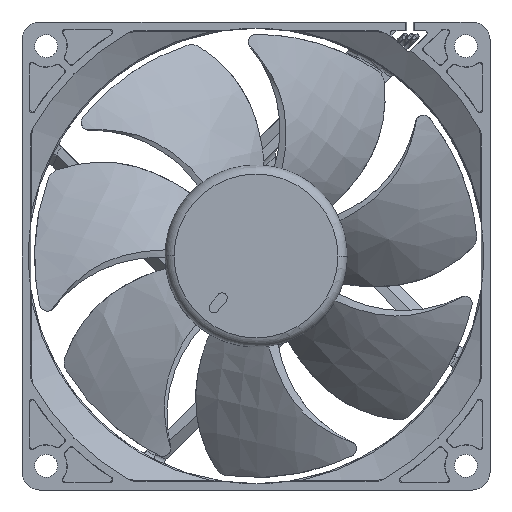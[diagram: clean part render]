
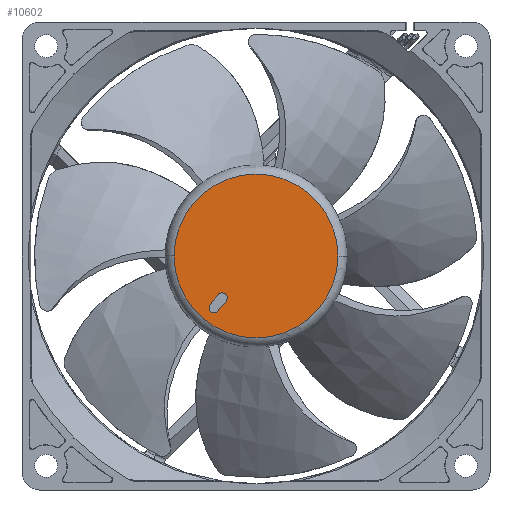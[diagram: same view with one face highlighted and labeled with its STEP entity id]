
A CAD part, front view. The second image highlights one B-rep face of the part: STEP entity #10602.
In plain terms, the highlighted planar face has unit normal (0, -1, 0).
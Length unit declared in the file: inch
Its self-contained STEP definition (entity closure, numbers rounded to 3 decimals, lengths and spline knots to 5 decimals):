
#12 = EDGE_CURVE ( 'NONE', #28376, #5683, #22520, .T. ) ;
#78 = ORIENTED_EDGE ( 'NONE', *, *, #25052, .F. ) ;
#694 = CARTESIAN_POINT ( 'NONE',  ( -0.32401, 0.05906, -0.40011 ) ) ;
#1359 = DIRECTION ( 'NONE',  ( -0.777, 0., 0.629 ) ) ;
#2994 = PLANE ( 'NONE',  #31758 ) ;
#3227 = VECTOR ( 'NONE', #10173, 39.37008 ) ;
#3617 = LINE ( 'NONE', #14699, #36259 ) ;
#4907 = CIRCLE ( 'NONE', #10207, 0.63386 ) ;
#5394 = VERTEX_POINT ( 'NONE', #20784 ) ;
#5683 = VERTEX_POINT ( 'NONE', #19057 ) ;
#6095 = DIRECTION ( 'NONE',  ( 1., 0., 0. ) ) ;
#7545 = ORIENTED_EDGE ( 'NONE', *, *, #14352, .F. ) ;
#7784 = CARTESIAN_POINT ( 'NONE',  ( 0.63386, 0.05906, 0. ) ) ;
#7803 = DIRECTION ( 'NONE',  ( 0., 1., 0. ) ) ;
#7982 = VERTEX_POINT ( 'NONE', #34314 ) ;
#8377 = AXIS2_PLACEMENT_3D ( 'NONE', #694, #20463, #25291 ) ;
#8782 = DIRECTION ( 'NONE',  ( -0.629, 0., -0.777 ) ) ;
#9071 = DIRECTION ( 'NONE',  ( 0., 1., 0. ) ) ;
#10173 = DIRECTION ( 'NONE',  ( 0.629, 0., 0.777 ) ) ;
#10207 = AXIS2_PLACEMENT_3D ( 'NONE', #27031, #7803, #13534 ) ;
#10602 = ADVANCED_FACE ( 'NONE', ( #23126, #34375 ), #2994, .F. ) ;
#12400 = CARTESIAN_POINT ( 'NONE',  ( -0.29341, 0.05906, -0.42489 ) ) ;
#13534 = DIRECTION ( 'NONE',  ( 1., 0., 0. ) ) ;
#14178 = EDGE_LOOP ( 'NONE', ( #21517, #22598, #32835, #19480 ) ) ;
#14243 = AXIS2_PLACEMENT_3D ( 'NONE', #18169, #29439, #1359 ) ;
#14268 = LINE ( 'NONE', #12400, #3227 ) ;
#14352 = EDGE_CURVE ( 'NONE', #31207, #5394, #21019, .T. ) ;
#14699 = CARTESIAN_POINT ( 'NONE',  ( -0.29266, 0.05906, -0.29885 ) ) ;
#17748 = CARTESIAN_POINT ( 'NONE',  ( 0., 0.05906, 0. ) ) ;
#18169 = CARTESIAN_POINT ( 'NONE',  ( -0.26207, 0.05906, -0.32362 ) ) ;
#18695 = EDGE_LOOP ( 'NONE', ( #7545, #78 ) ) ;
#19057 = CARTESIAN_POINT ( 'NONE',  ( -0.3546, 0.05906, -0.37534 ) ) ;
#19480 = ORIENTED_EDGE ( 'NONE', *, *, #27537, .F. ) ;
#19550 = CIRCLE ( 'NONE', #14243, 0.03937 ) ;
#20132 = CARTESIAN_POINT ( 'NONE',  ( 0., 0.05906, 0. ) ) ;
#20351 = DIRECTION ( 'NONE',  ( 0., 0., 1. ) ) ;
#20463 = DIRECTION ( 'NONE',  ( 0., 1., 0. ) ) ;
#20784 = CARTESIAN_POINT ( 'NONE',  ( -0.63386, 0.05906, 0. ) ) ;
#21019 = CIRCLE ( 'NONE', #22215, 0.63386 ) ;
#21517 = ORIENTED_EDGE ( 'NONE', *, *, #12, .T. ) ;
#22215 = AXIS2_PLACEMENT_3D ( 'NONE', #20132, #31389, #6095 ) ;
#22520 = CIRCLE ( 'NONE', #8377, 0.03937 ) ;
#22598 = ORIENTED_EDGE ( 'NONE', *, *, #32358, .F. ) ;
#23126 = FACE_OUTER_BOUND ( 'NONE', #18695, .T. ) ;
#25052 = EDGE_CURVE ( 'NONE', #5394, #31207, #4907, .T. ) ;
#25117 = CARTESIAN_POINT ( 'NONE',  ( -0.29341, 0.05906, -0.42489 ) ) ;
#25291 = DIRECTION ( 'NONE',  ( 0.777, 0., -0.629 ) ) ;
#26035 = VERTEX_POINT ( 'NONE', #28928 ) ;
#27031 = CARTESIAN_POINT ( 'NONE',  ( 0., 0.05906, 0. ) ) ;
#27537 = EDGE_CURVE ( 'NONE', #28376, #7982, #14268, .T. ) ;
#28376 = VERTEX_POINT ( 'NONE', #25117 ) ;
#28928 = CARTESIAN_POINT ( 'NONE',  ( -0.29266, 0.05906, -0.29885 ) ) ;
#29439 = DIRECTION ( 'NONE',  ( 0., 1., 0. ) ) ;
#31207 = VERTEX_POINT ( 'NONE', #7784 ) ;
#31389 = DIRECTION ( 'NONE',  ( 0., 1., 0. ) ) ;
#31758 = AXIS2_PLACEMENT_3D ( 'NONE', #17748, #9071, #20351 ) ;
#32358 = EDGE_CURVE ( 'NONE', #26035, #5683, #3617, .T. ) ;
#32835 = ORIENTED_EDGE ( 'NONE', *, *, #33373, .T. ) ;
#33373 = EDGE_CURVE ( 'NONE', #26035, #7982, #19550, .T. ) ;
#34314 = CARTESIAN_POINT ( 'NONE',  ( -0.23147, 0.05906, -0.3484 ) ) ;
#34375 = FACE_BOUND ( 'NONE', #14178, .T. ) ;
#36259 = VECTOR ( 'NONE', #8782, 39.37008 ) ;
